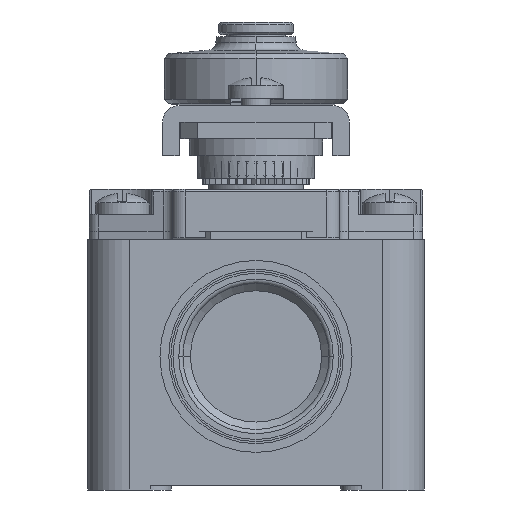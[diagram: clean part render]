
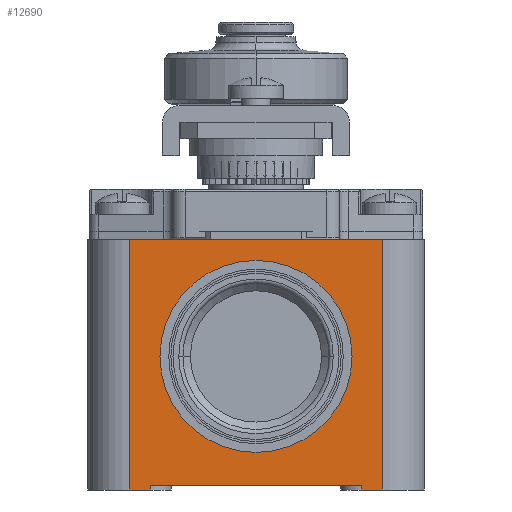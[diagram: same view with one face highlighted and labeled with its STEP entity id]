
A CAD part, front view. The second image highlights one B-rep face of the part: STEP entity #12690.
In plain terms, the highlighted face is planar.
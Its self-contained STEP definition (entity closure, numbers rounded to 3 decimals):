
#1298=DIRECTION('',(1.,0.,0.));
#1299=VECTOR('',#1298,25.3);
#1300=CARTESIAN_POINT('',(-12.65,0.5,37.));
#1301=LINE('',#1300,#1299);
#1478=DIRECTION('',(1.,0.,0.));
#1479=VECTOR('',#1478,2.5);
#1480=CARTESIAN_POINT('',(12.65,0.,37.));
#1481=LINE('',#1480,#1479);
#1498=DIRECTION('',(1.,0.,0.));
#1499=VECTOR('',#1498,2.5);
#1500=CARTESIAN_POINT('',(-15.15,0.,37.));
#1501=LINE('',#1500,#1499);
#1742=DIRECTION('',(1.,0.,0.));
#1743=VECTOR('',#1742,30.3);
#1744=CARTESIAN_POINT('',(-15.15,30.,37.));
#1745=LINE('',#1744,#1743);
#2169=DIRECTION('',(0.,1.,0.));
#2170=VECTOR('',#2169,0.5);
#2171=CARTESIAN_POINT('',(-12.65,0.,37.));
#2172=LINE('',#2171,#2170);
#2225=DIRECTION('',(0.,-1.,0.));
#2226=VECTOR('',#2225,0.5);
#2227=CARTESIAN_POINT('',(12.65,0.5,37.));
#2228=LINE('',#2227,#2226);
#2281=CARTESIAN_POINT('',(0.,16.,37.));
#2282=DIRECTION('',(0.,0.,1.));
#2283=DIRECTION('',(-1.,0.,0.));
#2284=AXIS2_PLACEMENT_3D('',#2281,#2282,#2283);
#2299=CARTESIAN_POINT('',(0.,16.,37.));
#2300=DIRECTION('',(0.,0.,1.));
#2301=DIRECTION('',(1.,0.,0.));
#2302=AXIS2_PLACEMENT_3D('',#2299,#2300,#2301);
#3649=DIRECTION('',(0.,-1.,0.));
#3650=VECTOR('',#3649,30.);
#3651=CARTESIAN_POINT('',(-15.15,30.,37.));
#3652=LINE('',#3651,#3650);
#4856=DIRECTION('',(0.,-1.,0.));
#4857=VECTOR('',#4856,30.);
#4858=CARTESIAN_POINT('',(15.15,30.,37.));
#4859=LINE('',#4858,#4857);
#8583=CARTESIAN_POINT('',(15.15,0.,37.));
#8584=VERTEX_POINT('',#8583);
#8585=CARTESIAN_POINT('',(15.15,30.,37.));
#8586=VERTEX_POINT('',#8585);
#8587=CARTESIAN_POINT('',(-15.15,30.,37.));
#8588=CARTESIAN_POINT('',(-15.15,0.,37.));
#8589=VERTEX_POINT('',#8587);
#8590=VERTEX_POINT('',#8588);
#8714=CARTESIAN_POINT('',(12.65,0.5,37.));
#8715=CARTESIAN_POINT('',(12.65,0.,37.));
#8716=VERTEX_POINT('',#8714);
#8717=VERTEX_POINT('',#8715);
#8718=CARTESIAN_POINT('',(-12.65,0.,37.));
#8719=CARTESIAN_POINT('',(-12.65,0.5,37.));
#8720=VERTEX_POINT('',#8718);
#8721=VERTEX_POINT('',#8719);
#8990=CARTESIAN_POINT('',(10.45,16.,37.));
#8991=CARTESIAN_POINT('',(-10.45,16.,37.));
#8992=VERTEX_POINT('',#8990);
#8993=VERTEX_POINT('',#8991);
#12667=CARTESIAN_POINT('',(-20.15,0.,37.));
#12668=DIRECTION('',(0.,0.,1.));
#12669=DIRECTION('',(1.,0.,0.));
#12670=AXIS2_PLACEMENT_3D('',#12667,#12668,#12669);
#12671=PLANE('',#12670);
#12672=ORIENTED_EDGE('',*,*,#12575,.F.);
#12673=ORIENTED_EDGE('',*,*,#11292,.F.);
#12674=ORIENTED_EDGE('',*,*,#12499,.F.);
#12675=ORIENTED_EDGE('',*,*,#11514,.F.);
#12677=ORIENTED_EDGE('',*,*,#12676,.F.);
#12678=ORIENTED_EDGE('',*,*,#11582,.T.);
#12680=ORIENTED_EDGE('',*,*,#12679,.T.);
#12681=ORIENTED_EDGE('',*,*,#11478,.F.);
#12682=EDGE_LOOP('',(#12672,#12673,#12674,#12675,#12677,#12678,#12680,#12681));
#12683=FACE_OUTER_BOUND('',#12682,.F.);
#12685=ORIENTED_EDGE('',*,*,#12684,.T.);
#12687=ORIENTED_EDGE('',*,*,#12686,.T.);
#12688=EDGE_LOOP('',(#12685,#12687));
#12689=FACE_BOUND('',#12688,.F.);
#12690=ADVANCED_FACE('',(#12683,#12689),#12671,.T.);
#2285=CIRCLE('',#2284,10.45);
#2303=CIRCLE('',#2302,10.45);
#11292=EDGE_CURVE('',#8721,#8716,#1301,.T.);
#11478=EDGE_CURVE('',#8717,#8584,#1481,.T.);
#11514=EDGE_CURVE('',#8590,#8720,#1501,.T.);
#11582=EDGE_CURVE('',#8589,#8586,#1745,.T.);
#12499=EDGE_CURVE('',#8720,#8721,#2172,.T.);
#12575=EDGE_CURVE('',#8716,#8717,#2228,.T.);
#12676=EDGE_CURVE('',#8589,#8590,#3652,.T.);
#12679=EDGE_CURVE('',#8586,#8584,#4859,.T.);
#12684=EDGE_CURVE('',#8993,#8992,#2285,.T.);
#12686=EDGE_CURVE('',#8992,#8993,#2303,.T.);
